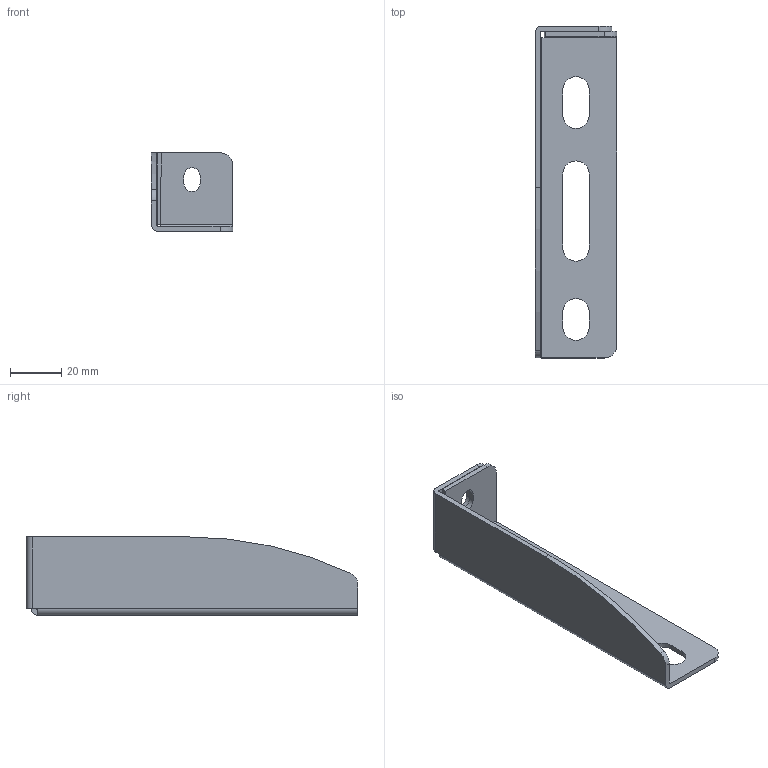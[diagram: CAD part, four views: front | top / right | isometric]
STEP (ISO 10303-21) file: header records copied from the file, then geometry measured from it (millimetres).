
FILE_DESCRIPTION(/* description */ (''),/* implementation_level */ '2;1');
FILE_NAME(/* name */ '9014_B.stp',/* time_stamp */ '2019-08-20T08:11:59+02:00',/* author */ ('GUILIANO'),/* organization */ (''),/* preprocessor_version */ 'ST-DEVELOPER v17.2',/* originating_system */ 'Autodesk Inventor 2019',/* authorisation */ '');
FILE_SCHEMA (('AUTOMOTIVE_DESIGN { 1 0 10303 214 3 1 1 }'));
Length unit declared in the file: millimetre
Products named in the file (1): 9014_A
Bounding box: 32 x 130.1 x 30.7 mm (x, y, z)
Volume: 16228.5 mm3; surface area: 17662.8 mm2
Topology: 1 solids, 1 shells, 47 faces, 131 edges, 86 vertices
Faces by surface type: plane 26, cylinder 21
Entity records: 1576 total; most frequent: DIRECTION 269, CARTESIAN_POINT 265, ORIENTED_EDGE 262, EDGE_CURVE 131, AXIS2_PLACEMENT_3D 90, LINE 89, VECTOR 89, VERTEX_POINT 86
